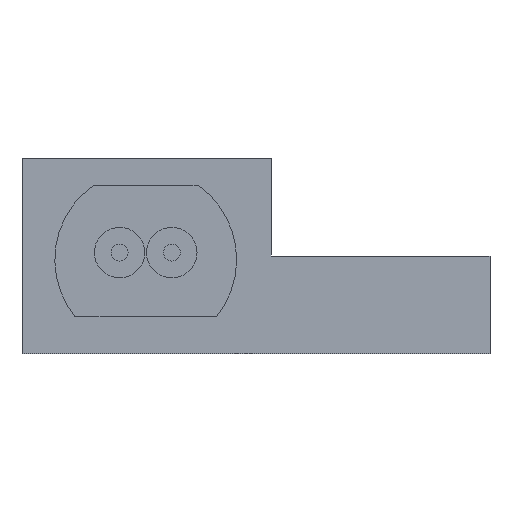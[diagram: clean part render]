
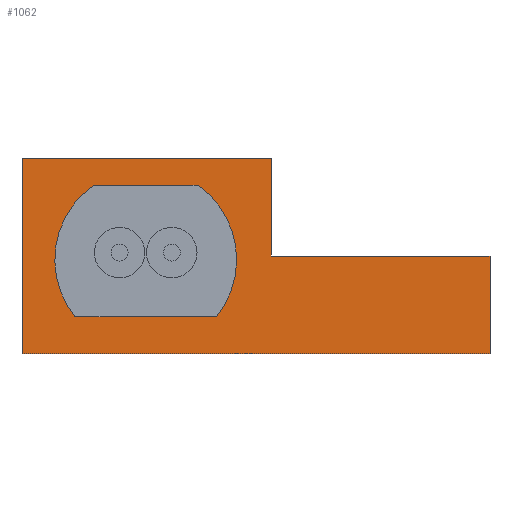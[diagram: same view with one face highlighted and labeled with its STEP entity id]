
A CAD part, left-side view. The second image highlights one B-rep face of the part: STEP entity #1062.
In plain terms, the highlighted planar face has unit normal (-1, 0, 0).
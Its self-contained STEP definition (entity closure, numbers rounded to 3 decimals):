
#5 = VECTOR ( 'NONE', #320, 1000. ) ;
#31 = EDGE_LOOP ( 'NONE', ( #1006, #1514, #1486, #614 ) ) ;
#47 = VERTEX_POINT ( 'NONE', #1013 ) ;
#78 = CARTESIAN_POINT ( 'NONE',  ( -10.5, 3.57, -1.9 ) ) ;
#137 = VECTOR ( 'NONE', #1370, 1000. ) ;
#143 = CARTESIAN_POINT ( 'NONE',  ( -10.5, 5.675, -0.209 ) ) ;
#147 = EDGE_CURVE ( 'NONE', #611, #1205, #933, .T. ) ;
#161 = CARTESIAN_POINT ( 'NONE',  ( -10.5, -4.55, 0. ) ) ;
#162 = EDGE_CURVE ( 'NONE', #644, #47, #1265, .T. ) ;
#193 = DIRECTION ( 'NONE',  ( 0., 1., 0. ) ) ;
#200 = VERTEX_POINT ( 'NONE', #586 ) ;
#234 = AXIS2_PLACEMENT_3D ( 'NONE', #763, #991, #505 ) ;
#264 = EDGE_CURVE ( 'NONE', #506, #200, #1266, .T. ) ;
#266 = VERTEX_POINT ( 'NONE', #494 ) ;
#284 = EDGE_CURVE ( 'NONE', #200, #644, #1444, .T. ) ;
#298 = AXIS2_PLACEMENT_3D ( 'NONE', #143, #1089, #1202 ) ;
#320 = DIRECTION ( 'NONE',  ( 0., -1., 0. ) ) ;
#336 = CARTESIAN_POINT ( 'NONE',  ( -10.5, 1.95, -0.1 ) ) ;
#353 = DIRECTION ( 'NONE',  ( 0., 1., 0. ) ) ;
#381 = DIRECTION ( 'NONE',  ( 0., -1., 0. ) ) ;
#389 = CARTESIAN_POINT ( 'NONE',  ( -10.5, 1.95, 2.8 ) ) ;
#450 = CARTESIAN_POINT ( 'NONE',  ( -10.5, 9.35, -3. ) ) ;
#454 = CARTESIAN_POINT ( 'NONE',  ( -10.5, 5.675, -0.209 ) ) ;
#492 = VECTOR ( 'NONE', #193, 1000. ) ;
#494 = CARTESIAN_POINT ( 'NONE',  ( -10.5, -4.55, -0.1 ) ) ;
#505 = DIRECTION ( 'NONE',  ( 0., 0., -1. ) ) ;
#506 = VERTEX_POINT ( 'NONE', #1498 ) ;
#517 = ORIENTED_EDGE ( 'NONE', *, *, #823, .F. ) ;
#530 = PLANE ( 'NONE',  #234 ) ;
#538 = DIRECTION ( 'NONE',  ( 0., 1., 0. ) ) ;
#570 = EDGE_CURVE ( 'NONE', #1420, #1522, #1113, .T. ) ;
#575 = VECTOR ( 'NONE', #714, 1000. ) ;
#586 = CARTESIAN_POINT ( 'NONE',  ( -10.5, 7.228, 2. ) ) ;
#587 = CARTESIAN_POINT ( 'NONE',  ( -10.5, -4.55, -3. ) ) ;
#611 = VERTEX_POINT ( 'NONE', #587 ) ;
#614 = ORIENTED_EDGE ( 'NONE', *, *, #284, .T. ) ;
#618 = CARTESIAN_POINT ( 'NONE',  ( -10.5, 9.35, 2.8 ) ) ;
#644 = VERTEX_POINT ( 'NONE', #911 ) ;
#680 = VECTOR ( 'NONE', #896, 1000. ) ;
#702 = VECTOR ( 'NONE', #381, 1000. ) ;
#713 = CARTESIAN_POINT ( 'NONE',  ( -10.5, 7.228, 2. ) ) ;
#714 = DIRECTION ( 'NONE',  ( 0., 0., -1. ) ) ;
#753 = CARTESIAN_POINT ( 'NONE',  ( -10.5, 9.35, -2.9 ) ) ;
#763 = CARTESIAN_POINT ( 'NONE',  ( -10.5, 2., -2.9 ) ) ;
#802 = ORIENTED_EDGE ( 'NONE', *, *, #803, .T. ) ;
#803 = EDGE_CURVE ( 'NONE', #1522, #1205, #1345, .T. ) ;
#823 = EDGE_CURVE ( 'NONE', #266, #611, #1246, .T. ) ;
#848 = FACE_OUTER_BOUND ( 'NONE', #1051, .T. ) ;
#889 = VECTOR ( 'NONE', #538, 1000. ) ;
#896 = DIRECTION ( 'NONE',  ( 0., 0., -1. ) ) ;
#911 = CARTESIAN_POINT ( 'NONE',  ( -10.5, 4.122, 2. ) ) ;
#927 = DIRECTION ( 'NONE',  ( 0., 0., -1. ) ) ;
#933 = LINE ( 'NONE', #1539, #1501 ) ;
#991 = DIRECTION ( 'NONE',  ( 1., 0., 0. ) ) ;
#992 = EDGE_CURVE ( 'NONE', #1420, #1467, #1326, .T. ) ;
#993 = ORIENTED_EDGE ( 'NONE', *, *, #1322, .F. ) ;
#1006 = ORIENTED_EDGE ( 'NONE', *, *, #162, .T. ) ;
#1013 = CARTESIAN_POINT ( 'NONE',  ( -10.5, 3.57, -1.9 ) ) ;
#1022 = ORIENTED_EDGE ( 'NONE', *, *, #570, .T. ) ;
#1034 = LINE ( 'NONE', #336, #5 ) ;
#1051 = EDGE_LOOP ( 'NONE', ( #993, #1267, #1022, #802, #1442, #517 ) ) ;
#1062 = ADVANCED_FACE ( 'NONE', ( #848, #1469 ), #530, .F. ) ;
#1085 = AXIS2_PLACEMENT_3D ( 'NONE', #454, #1179, #927 ) ;
#1089 = DIRECTION ( 'NONE',  ( 1., 0., 0. ) ) ;
#1113 = LINE ( 'NONE', #1375, #492 ) ;
#1179 = DIRECTION ( 'NONE',  ( 1., 0., 0. ) ) ;
#1190 = EDGE_CURVE ( 'NONE', #47, #506, #1487, .T. ) ;
#1202 = DIRECTION ( 'NONE',  ( 0., 0., -1. ) ) ;
#1205 = VERTEX_POINT ( 'NONE', #450 ) ;
#1246 = LINE ( 'NONE', #161, #680 ) ;
#1265 = CIRCLE ( 'NONE', #1085, 2.7 ) ;
#1266 = CIRCLE ( 'NONE', #298, 2.7 ) ;
#1267 = ORIENTED_EDGE ( 'NONE', *, *, #992, .F. ) ;
#1319 = CARTESIAN_POINT ( 'NONE',  ( -10.5, 1.95, 2.8 ) ) ;
#1322 = EDGE_CURVE ( 'NONE', #1467, #266, #1034, .T. ) ;
#1326 = LINE ( 'NONE', #1319, #575 ) ;
#1345 = LINE ( 'NONE', #753, #137 ) ;
#1361 = CARTESIAN_POINT ( 'NONE',  ( -10.5, 1.95, -0.1 ) ) ;
#1370 = DIRECTION ( 'NONE',  ( 0., 0., -1. ) ) ;
#1375 = CARTESIAN_POINT ( 'NONE',  ( -10.5, 9.35, 2.8 ) ) ;
#1420 = VERTEX_POINT ( 'NONE', #389 ) ;
#1442 = ORIENTED_EDGE ( 'NONE', *, *, #147, .F. ) ;
#1444 = LINE ( 'NONE', #713, #702 ) ;
#1467 = VERTEX_POINT ( 'NONE', #1361 ) ;
#1469 = FACE_BOUND ( 'NONE', #31, .T. ) ;
#1486 = ORIENTED_EDGE ( 'NONE', *, *, #264, .T. ) ;
#1487 = LINE ( 'NONE', #78, #889 ) ;
#1498 = CARTESIAN_POINT ( 'NONE',  ( -10.5, 7.78, -1.9 ) ) ;
#1501 = VECTOR ( 'NONE', #353, 1000. ) ;
#1514 = ORIENTED_EDGE ( 'NONE', *, *, #1190, .T. ) ;
#1522 = VERTEX_POINT ( 'NONE', #618 ) ;
#1539 = CARTESIAN_POINT ( 'NONE',  ( -10.5, -4., -3. ) ) ;
